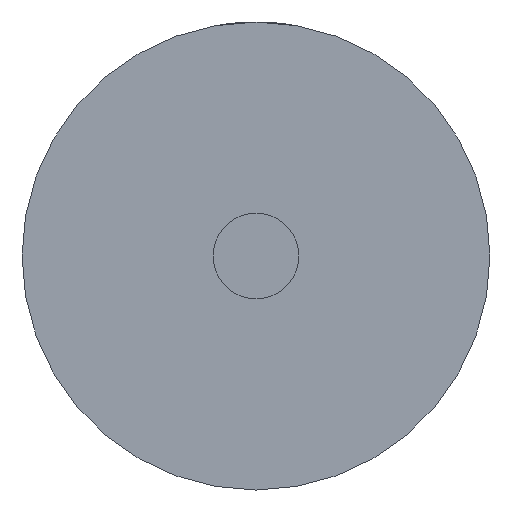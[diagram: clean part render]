
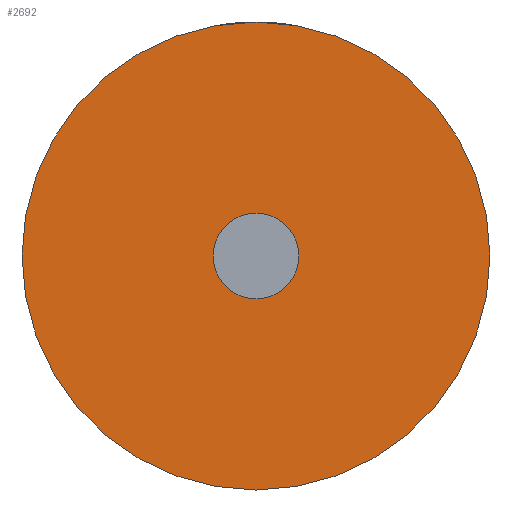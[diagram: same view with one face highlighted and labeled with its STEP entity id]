
A CAD part, left-side view. The second image highlights one B-rep face of the part: STEP entity #2692.
In plain terms, the highlighted planar face has unit normal (-1, 0, 0).
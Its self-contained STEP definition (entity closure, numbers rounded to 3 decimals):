
#226 = CARTESIAN_POINT ( 'NONE',  ( 0., 0., 0. ) ) ;
#520 = EDGE_CURVE ( 'NONE', #4483, #3398, #1538, .T. ) ;
#635 = DIRECTION ( 'NONE',  ( 0., 0., -1. ) ) ;
#667 = CARTESIAN_POINT ( 'NONE',  ( 0., 0., 0. ) ) ;
#842 = CARTESIAN_POINT ( 'NONE',  ( 0., 0., 0. ) ) ;
#888 = FACE_OUTER_BOUND ( 'NONE', #1109, .T. ) ;
#914 = ORIENTED_EDGE ( 'NONE', *, *, #2250, .F. ) ;
#936 = DIRECTION ( 'NONE',  ( 1., 0., 0. ) ) ;
#1050 = AXIS2_PLACEMENT_3D ( 'NONE', #842, #3300, #3643 ) ;
#1109 = EDGE_LOOP ( 'NONE', ( #3056, #2014 ) ) ;
#1305 = DIRECTION ( 'NONE',  ( 0., 0., -1. ) ) ;
#1459 = AXIS2_PLACEMENT_3D ( 'NONE', #667, #2451, #635 ) ;
#1501 = CIRCLE ( 'NONE', #1459, 6. ) ;
#1504 = EDGE_CURVE ( 'NONE', #3398, #4483, #3237, .T. ) ;
#1538 = CIRCLE ( 'NONE', #4431, 32.75 ) ;
#1641 = PLANE ( 'NONE',  #2023 ) ;
#1867 = CARTESIAN_POINT ( 'NONE',  ( 0., 0., -6. ) ) ;
#1995 = DIRECTION ( 'NONE',  ( 1., 0., 0. ) ) ;
#2002 = CARTESIAN_POINT ( 'NONE',  ( 0., 0., 32.75 ) ) ;
#2014 = ORIENTED_EDGE ( 'NONE', *, *, #520, .F. ) ;
#2023 = AXIS2_PLACEMENT_3D ( 'NONE', #226, #936, #1305 ) ;
#2034 = CARTESIAN_POINT ( 'NONE',  ( 0., 0., 0. ) ) ;
#2250 = EDGE_CURVE ( 'NONE', #3823, #3705, #3212, .T. ) ;
#2451 = DIRECTION ( 'NONE',  ( -1., 0., 0. ) ) ;
#2692 = ADVANCED_FACE ( 'NONE', ( #888, #2737 ), #1641, .F. ) ;
#2712 = DIRECTION ( 'NONE',  ( 0., 0., -1. ) ) ;
#2737 = FACE_BOUND ( 'NONE', #3875, .T. ) ;
#3056 = ORIENTED_EDGE ( 'NONE', *, *, #1504, .F. ) ;
#3087 = CARTESIAN_POINT ( 'NONE',  ( 0., 0., 6. ) ) ;
#3115 = CARTESIAN_POINT ( 'NONE',  ( 0., 0., -32.75 ) ) ;
#3212 = CIRCLE ( 'NONE', #4093, 6. ) ;
#3237 = CIRCLE ( 'NONE', #1050, 32.75 ) ;
#3300 = DIRECTION ( 'NONE',  ( 1., 0., 0. ) ) ;
#3398 = VERTEX_POINT ( 'NONE', #2002 ) ;
#3643 = DIRECTION ( 'NONE',  ( 0., 0., -1. ) ) ;
#3705 = VERTEX_POINT ( 'NONE', #3087 ) ;
#3823 = VERTEX_POINT ( 'NONE', #1867 ) ;
#3875 = EDGE_LOOP ( 'NONE', ( #914, #4333 ) ) ;
#4093 = AXIS2_PLACEMENT_3D ( 'NONE', #2034, #4489, #2712 ) ;
#4333 = ORIENTED_EDGE ( 'NONE', *, *, #4449, .F. ) ;
#4431 = AXIS2_PLACEMENT_3D ( 'NONE', #4492, #1995, #4479 ) ;
#4449 = EDGE_CURVE ( 'NONE', #3705, #3823, #1501, .T. ) ;
#4479 = DIRECTION ( 'NONE',  ( 0., 0., -1. ) ) ;
#4483 = VERTEX_POINT ( 'NONE', #3115 ) ;
#4489 = DIRECTION ( 'NONE',  ( -1., 0., 0. ) ) ;
#4492 = CARTESIAN_POINT ( 'NONE',  ( 0., 0., 0. ) ) ;
